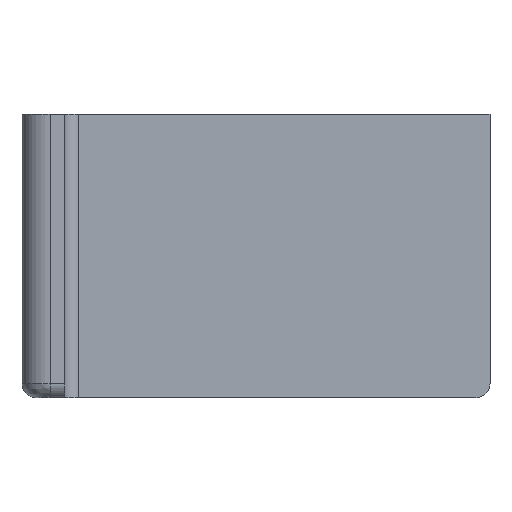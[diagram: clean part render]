
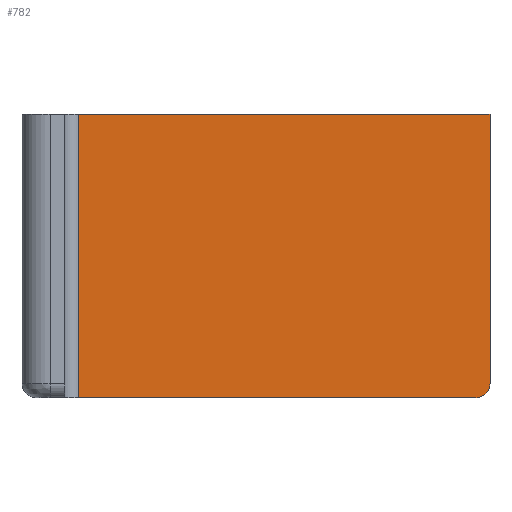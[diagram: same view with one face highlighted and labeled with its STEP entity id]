
A CAD part, left-side view. The second image highlights one B-rep face of the part: STEP entity #782.
In plain terms, the highlighted planar face has unit normal (-1, 0, 0).
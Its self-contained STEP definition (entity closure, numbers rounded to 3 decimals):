
#19=PLANE('',#880);
#78=LINE('',#1449,#138);
#79=LINE('',#1451,#139);
#80=LINE('',#1453,#140);
#81=LINE('',#1454,#141);
#138=VECTOR('',#1064,10.);
#139=VECTOR('',#1065,10.);
#140=VECTOR('',#1066,10.);
#141=VECTOR('',#1067,10.);
#218=FACE_OUTER_BOUND('',#267,.T.);
#267=EDGE_LOOP('',(#618,#619,#620,#621,#622));
#310=CIRCLE('',#841,1.);
#355=VERTEX_POINT('',#1216);
#356=VERTEX_POINT('',#1217);
#387=VERTEX_POINT('',#1448);
#388=VERTEX_POINT('',#1450);
#389=VERTEX_POINT('',#1452);
#427=EDGE_CURVE('',#355,#356,#310,.T.);
#479=EDGE_CURVE('',#355,#387,#78,.T.);
#480=EDGE_CURVE('',#387,#388,#79,.T.);
#481=EDGE_CURVE('',#389,#388,#80,.T.);
#482=EDGE_CURVE('',#389,#356,#81,.T.);
#618=ORIENTED_EDGE('',*,*,#427,.F.);
#619=ORIENTED_EDGE('',*,*,#479,.T.);
#620=ORIENTED_EDGE('',*,*,#480,.T.);
#621=ORIENTED_EDGE('',*,*,#481,.F.);
#622=ORIENTED_EDGE('',*,*,#482,.T.);
#782=ADVANCED_FACE('',(#218),#19,.T.);
#841=AXIS2_PLACEMENT_3D('',#1218,#962,#963);
#880=AXIS2_PLACEMENT_3D('',#1447,#1062,#1063);
#962=DIRECTION('center_axis',(1.,0.,0.));
#963=DIRECTION('ref_axis',(0.,-0.707,-0.707));
#1062=DIRECTION('center_axis',(-1.,0.,0.));
#1063=DIRECTION('ref_axis',(0.,0.,1.));
#1064=DIRECTION('',(0.,0.,1.));
#1065=DIRECTION('',(0.,1.,0.));
#1066=DIRECTION('',(0.,0.,1.));
#1067=DIRECTION('',(0.,-1.,0.));
#1216=CARTESIAN_POINT('',(-3.,-18.,-5.));
#1217=CARTESIAN_POINT('',(-3.,-17.,-6.));
#1218=CARTESIAN_POINT('Origin',(-3.,-17.,-5.));
#1447=CARTESIAN_POINT('Origin',(-3.,-3.,4.));
#1448=CARTESIAN_POINT('',(-3.,-18.,14.));
#1449=CARTESIAN_POINT('',(-3.,-18.,14.));
#1450=CARTESIAN_POINT('',(-3.,11.,14.));
#1451=CARTESIAN_POINT('',(-3.,15.,14.));
#1452=CARTESIAN_POINT('',(-3.,11.,-6.));
#1453=CARTESIAN_POINT('',(-3.,11.,-1.));
#1454=CARTESIAN_POINT('',(-3.,-18.,-6.));
